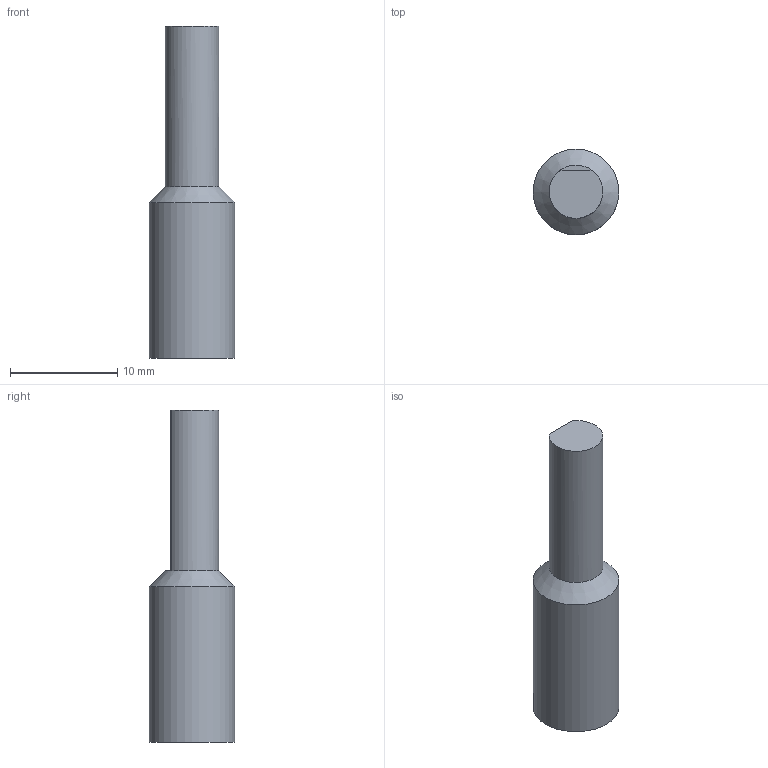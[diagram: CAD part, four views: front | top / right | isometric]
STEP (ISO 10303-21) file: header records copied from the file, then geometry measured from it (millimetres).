
FILE_DESCRIPTION(/* description */ (''),/* implementation_level */ '2;1');
FILE_NAME(/* name */ 'P002.stp',/* time_stamp */ '2021-03-03T18:39:22+01:00',/* author */ ('bastien.duong'),/* organization */ (''),/* preprocessor_version */ 'ST-DEVELOPER v18',/* originating_system */ 'Autodesk Inventor 2020',/* authorisation */ '');
FILE_SCHEMA (('AUTOMOTIVE_DESIGN { 1 0 10303 214 3 1 1 }'));
Length unit declared in the file: millimetre
Products named in the file (1): GSE-020-MGSE-0003-01 - Shaft extension
Bounding box: 8 x 8 x 31 mm (x, y, z)
Volume: 903.9 mm3; surface area: 842.8 mm2
Topology: 1 solids, 1 shells, 13 faces, 28 edges, 19 vertices
Faces by surface type: plane 8, cylinder 4, cone 1
Full cylindrical faces by diameter (mm): 1 x1, 8 x1
Entity records: 405 total; most frequent: DIRECTION 70, CARTESIAN_POINT 61, ORIENTED_EDGE 56, EDGE_CURVE 28, AXIS2_PLACEMENT_3D 28, VERTEX_POINT 19, EDGE_LOOP 15, CIRCLE 14
